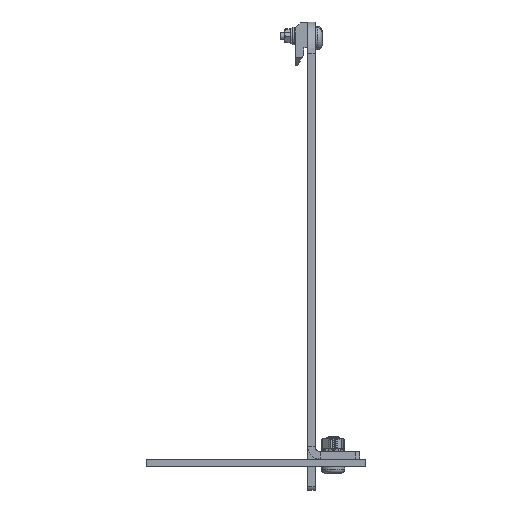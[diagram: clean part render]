
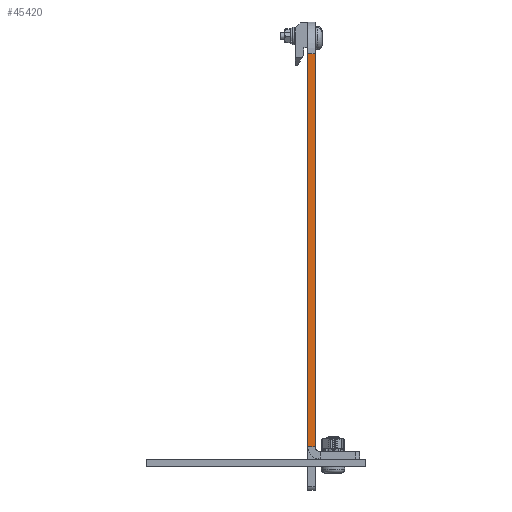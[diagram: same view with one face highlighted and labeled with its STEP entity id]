
A CAD part, left-side view. The second image highlights one B-rep face of the part: STEP entity #45420.
In plain terms, the highlighted planar face has unit normal (-1, 0, 0).
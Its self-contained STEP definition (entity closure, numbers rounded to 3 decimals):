
#1481 = DIRECTION ( 'NONE',  ( 0., 1., 0. ) ) ;
#2086 = CARTESIAN_POINT ( 'NONE',  ( -224.155, -23.68, 165.275 ) ) ;
#2364 = ORIENTED_EDGE ( 'NONE', *, *, #9522, .T. ) ;
#5824 = EDGE_LOOP ( 'NONE', ( #41481, #2364, #22223, #39744 ) ) ;
#6068 = CARTESIAN_POINT ( 'NONE',  ( -224.155, -20.68, 165.275 ) ) ;
#6146 = DIRECTION ( 'NONE',  ( 0., -1., 0. ) ) ;
#6875 = CARTESIAN_POINT ( 'NONE',  ( -224.155, -20.68, 8.032 ) ) ;
#7027 = EDGE_CURVE ( 'NONE', #49514, #49309, #58029, .T. ) ;
#9522 = EDGE_CURVE ( 'NONE', #15157, #11705, #11881, .T. ) ;
#10970 = FACE_OUTER_BOUND ( 'NONE', #5824, .T. ) ;
#10987 = VECTOR ( 'NONE', #50839, 1000. ) ;
#11705 = VERTEX_POINT ( 'NONE', #6068 ) ;
#11881 = LINE ( 'NONE', #2086, #59254 ) ;
#13900 = CARTESIAN_POINT ( 'NONE',  ( -224.155, -20.68, 177.975 ) ) ;
#15157 = VERTEX_POINT ( 'NONE', #30207 ) ;
#17753 = CARTESIAN_POINT ( 'NONE',  ( -224.155, -23.68, 177.975 ) ) ;
#19385 = AXIS2_PLACEMENT_3D ( 'NONE', #48221, #39118, #1481 ) ;
#22223 = ORIENTED_EDGE ( 'NONE', *, *, #32348, .F. ) ;
#29586 = PLANE ( 'NONE',  #19385 ) ;
#29948 = CARTESIAN_POINT ( 'NONE',  ( -224.155, -23.68, 8.032 ) ) ;
#30207 = CARTESIAN_POINT ( 'NONE',  ( -224.155, -23.68, 165.275 ) ) ;
#32348 = EDGE_CURVE ( 'NONE', #49514, #11705, #51440, .T. ) ;
#39118 = DIRECTION ( 'NONE',  ( -1., 0., 0. ) ) ;
#39324 = VECTOR ( 'NONE', #6146, 1000. ) ;
#39744 = ORIENTED_EDGE ( 'NONE', *, *, #7027, .T. ) ;
#39822 = VECTOR ( 'NONE', #50101, 1000. ) ;
#41481 = ORIENTED_EDGE ( 'NONE', *, *, #42609, .T. ) ;
#42609 = EDGE_CURVE ( 'NONE', #49309, #15157, #46450, .T. ) ;
#42611 = CARTESIAN_POINT ( 'NONE',  ( -224.155, -23.68, 8.032 ) ) ;
#45420 = ADVANCED_FACE ( 'NONE', ( #10970 ), #29586, .T. ) ;
#46450 = LINE ( 'NONE', #17753, #39822 ) ;
#48221 = CARTESIAN_POINT ( 'NONE',  ( -224.155, -23.68, 177.975 ) ) ;
#49309 = VERTEX_POINT ( 'NONE', #42611 ) ;
#49514 = VERTEX_POINT ( 'NONE', #6875 ) ;
#50101 = DIRECTION ( 'NONE',  ( 0., 0., 1. ) ) ;
#50839 = DIRECTION ( 'NONE',  ( 0., 0., 1. ) ) ;
#51440 = LINE ( 'NONE', #13900, #10987 ) ;
#54267 = DIRECTION ( 'NONE',  ( 0., 1., 0. ) ) ;
#58029 = LINE ( 'NONE', #29948, #39324 ) ;
#59254 = VECTOR ( 'NONE', #54267, 1000. ) ;
